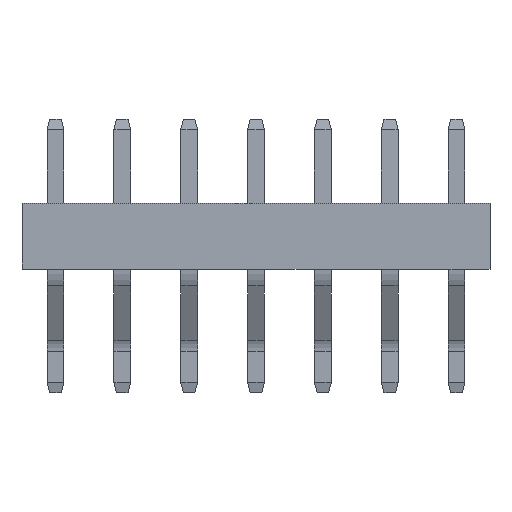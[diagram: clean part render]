
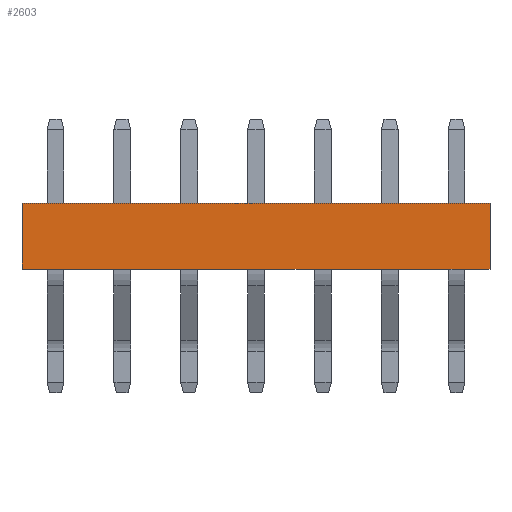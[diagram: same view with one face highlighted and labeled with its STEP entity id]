
A CAD part, top view. The second image highlights one B-rep face of the part: STEP entity #2603.
In plain terms, the highlighted planar face has unit normal (0, 0, 1).
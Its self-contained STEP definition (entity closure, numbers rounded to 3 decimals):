
#239 = PLANE('',#240);
#240 = AXIS2_PLACEMENT_3D('',#241,#242,#243);
#241 = CARTESIAN_POINT('',(-1.27,1.25,1.73));
#242 = DIRECTION('',(0.,-1.,0.));
#243 = DIRECTION('',(0.,0.,-1.));
#525 = VERTEX_POINT('',#526);
#526 = CARTESIAN_POINT('',(-8.89,1.25,3.));
#540 = PLANE('',#541);
#541 = AXIS2_PLACEMENT_3D('',#542,#543,#544);
#542 = CARTESIAN_POINT('',(-8.89,1.25,3.));
#543 = DIRECTION('',(1.,0.,0.));
#544 = DIRECTION('',(0.,1.,0.));
#1029 = VERTEX_POINT('',#1030);
#1030 = CARTESIAN_POINT('',(8.89,1.25,3.));
#1044 = PLANE('',#1045);
#1045 = AXIS2_PLACEMENT_3D('',#1046,#1047,#1048);
#1046 = CARTESIAN_POINT('',(8.89,1.25,0.));
#1047 = DIRECTION('',(1.,0.,0.));
#1048 = DIRECTION('',(0.,0.,1.));
#1056 = EDGE_CURVE('',#1029,#525,#1057,.T.);
#1057 = SURFACE_CURVE('',#1058,(#1062,#1069),.PCURVE_S1.);
#1058 = LINE('',#1059,#1060);
#1059 = CARTESIAN_POINT('',(-1.27,1.25,3.));
#1060 = VECTOR('',#1061,1.);
#1061 = DIRECTION('',(-1.,0.,0.));
#1062 = PCURVE('',#239,#1063);
#1063 = DEFINITIONAL_REPRESENTATION('',(#1064),#1068);
#1064 = LINE('',#1065,#1066);
#1065 = CARTESIAN_POINT('',(-1.27,0.));
#1066 = VECTOR('',#1067,1.);
#1067 = DIRECTION('',(0.,-1.));
#1068 = ( GEOMETRIC_REPRESENTATION_CONTEXT(2) 
PARAMETRIC_REPRESENTATION_CONTEXT() REPRESENTATION_CONTEXT('2D SPACE',''
  ) );
#1069 = PCURVE('',#1070,#1075);
#1070 = PLANE('',#1071);
#1071 = AXIS2_PLACEMENT_3D('',#1072,#1073,#1074);
#1072 = CARTESIAN_POINT('',(8.89,1.25,3.));
#1073 = DIRECTION('',(0.,0.,1.));
#1074 = DIRECTION('',(-1.,0.,0.));
#1075 = DEFINITIONAL_REPRESENTATION('',(#1076),#1080);
#1076 = LINE('',#1077,#1078);
#1077 = CARTESIAN_POINT('',(10.16,0.));
#1078 = VECTOR('',#1079,1.);
#1079 = DIRECTION('',(1.,0.));
#1080 = ( GEOMETRIC_REPRESENTATION_CONTEXT(2) 
PARAMETRIC_REPRESENTATION_CONTEXT() REPRESENTATION_CONTEXT('2D SPACE',''
  ) );
#2399 = VERTEX_POINT('',#2400);
#2400 = CARTESIAN_POINT('',(-8.89,-1.25,3.));
#2414 = PLANE('',#2415);
#2415 = AXIS2_PLACEMENT_3D('',#2416,#2417,#2418);
#2416 = CARTESIAN_POINT('',(-1.27,-1.25,1.73));
#2417 = DIRECTION('',(0.,-1.,0.));
#2418 = DIRECTION('',(0.,0.,-1.));
#2426 = EDGE_CURVE('',#525,#2399,#2427,.T.);
#2427 = SURFACE_CURVE('',#2428,(#2432,#2439),.PCURVE_S1.);
#2428 = LINE('',#2429,#2430);
#2429 = CARTESIAN_POINT('',(-8.89,1.25,3.));
#2430 = VECTOR('',#2431,1.);
#2431 = DIRECTION('',(0.,-1.,0.));
#2432 = PCURVE('',#540,#2433);
#2433 = DEFINITIONAL_REPRESENTATION('',(#2434),#2438);
#2434 = LINE('',#2435,#2436);
#2435 = CARTESIAN_POINT('',(0.,0.));
#2436 = VECTOR('',#2437,1.);
#2437 = DIRECTION('',(-1.,0.));
#2438 = ( GEOMETRIC_REPRESENTATION_CONTEXT(2) 
PARAMETRIC_REPRESENTATION_CONTEXT() REPRESENTATION_CONTEXT('2D SPACE',''
  ) );
#2439 = PCURVE('',#1070,#2440);
#2440 = DEFINITIONAL_REPRESENTATION('',(#2441),#2445);
#2441 = LINE('',#2442,#2443);
#2442 = CARTESIAN_POINT('',(17.78,0.));
#2443 = VECTOR('',#2444,1.);
#2444 = DIRECTION('',(0.,1.));
#2445 = ( GEOMETRIC_REPRESENTATION_CONTEXT(2) 
PARAMETRIC_REPRESENTATION_CONTEXT() REPRESENTATION_CONTEXT('2D SPACE',''
  ) );
#2603 = ADVANCED_FACE('',(#2604),#1070,.T.);
#2604 = FACE_BOUND('',#2605,.T.);
#2605 = EDGE_LOOP('',(#2606,#2607,#2630,#2651));
#2606 = ORIENTED_EDGE('',*,*,#2426,.T.);
#2607 = ORIENTED_EDGE('',*,*,#2608,.T.);
#2608 = EDGE_CURVE('',#2399,#2609,#2611,.T.);
#2609 = VERTEX_POINT('',#2610);
#2610 = CARTESIAN_POINT('',(8.89,-1.25,3.));
#2611 = SURFACE_CURVE('',#2612,(#2616,#2623),.PCURVE_S1.);
#2612 = LINE('',#2613,#2614);
#2613 = CARTESIAN_POINT('',(8.89,-1.25,3.));
#2614 = VECTOR('',#2615,1.);
#2615 = DIRECTION('',(1.,0.,0.));
#2616 = PCURVE('',#1070,#2617);
#2617 = DEFINITIONAL_REPRESENTATION('',(#2618),#2622);
#2618 = LINE('',#2619,#2620);
#2619 = CARTESIAN_POINT('',(0.,2.5));
#2620 = VECTOR('',#2621,1.);
#2621 = DIRECTION('',(-1.,0.));
#2622 = ( GEOMETRIC_REPRESENTATION_CONTEXT(2) 
PARAMETRIC_REPRESENTATION_CONTEXT() REPRESENTATION_CONTEXT('2D SPACE',''
  ) );
#2623 = PCURVE('',#2414,#2624);
#2624 = DEFINITIONAL_REPRESENTATION('',(#2625),#2629);
#2625 = LINE('',#2626,#2627);
#2626 = CARTESIAN_POINT('',(-1.27,10.16));
#2627 = VECTOR('',#2628,1.);
#2628 = DIRECTION('',(0.,1.));
#2629 = ( GEOMETRIC_REPRESENTATION_CONTEXT(2) 
PARAMETRIC_REPRESENTATION_CONTEXT() REPRESENTATION_CONTEXT('2D SPACE',''
  ) );
#2630 = ORIENTED_EDGE('',*,*,#2631,.T.);
#2631 = EDGE_CURVE('',#2609,#1029,#2632,.T.);
#2632 = SURFACE_CURVE('',#2633,(#2637,#2644),.PCURVE_S1.);
#2633 = LINE('',#2634,#2635);
#2634 = CARTESIAN_POINT('',(8.89,1.25,3.));
#2635 = VECTOR('',#2636,1.);
#2636 = DIRECTION('',(0.,1.,0.));
#2637 = PCURVE('',#1070,#2638);
#2638 = DEFINITIONAL_REPRESENTATION('',(#2639),#2643);
#2639 = LINE('',#2640,#2641);
#2640 = CARTESIAN_POINT('',(0.,0.));
#2641 = VECTOR('',#2642,1.);
#2642 = DIRECTION('',(0.,-1.));
#2643 = ( GEOMETRIC_REPRESENTATION_CONTEXT(2) 
PARAMETRIC_REPRESENTATION_CONTEXT() REPRESENTATION_CONTEXT('2D SPACE',''
  ) );
#2644 = PCURVE('',#1044,#2645);
#2645 = DEFINITIONAL_REPRESENTATION('',(#2646),#2650);
#2646 = LINE('',#2647,#2648);
#2647 = CARTESIAN_POINT('',(3.,0.));
#2648 = VECTOR('',#2649,1.);
#2649 = DIRECTION('',(0.,-1.));
#2650 = ( GEOMETRIC_REPRESENTATION_CONTEXT(2) 
PARAMETRIC_REPRESENTATION_CONTEXT() REPRESENTATION_CONTEXT('2D SPACE',''
  ) );
#2651 = ORIENTED_EDGE('',*,*,#1056,.T.);
